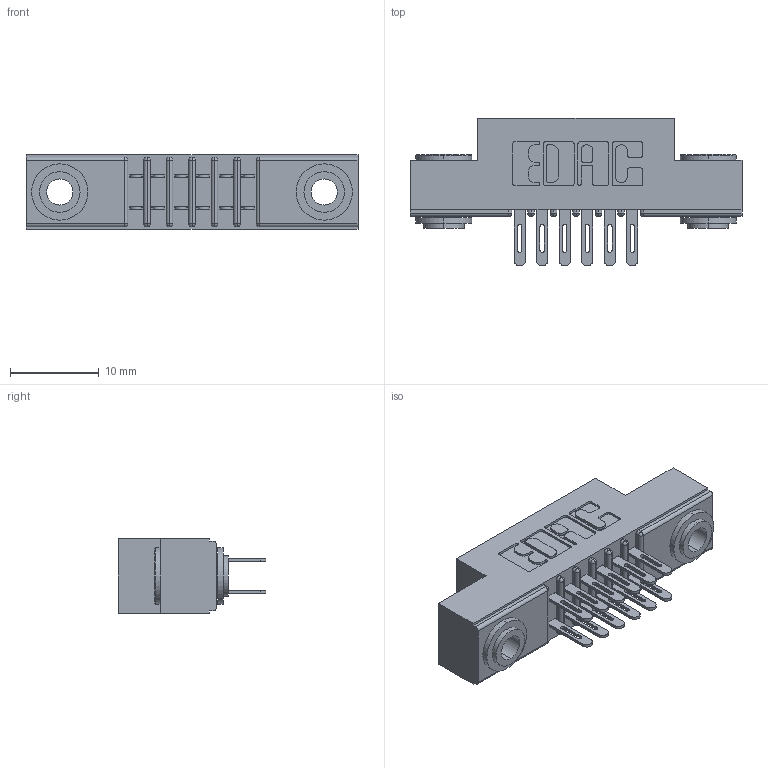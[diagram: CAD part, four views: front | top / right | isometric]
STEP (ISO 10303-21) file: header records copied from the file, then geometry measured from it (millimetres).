
FILE_DESCRIPTION (( 'STEP AP203' ), '1' );
FILE_NAME ('341-012-500-203.STEP', '2018-08-06T03:13:01', ( '' ), ( '' ), 'SwSTEP 2.0', 'SolidWorks 2016', '' );
FILE_SCHEMA (( 'CONFIG_CONTROL_DESIGN' ));
Length unit declared in the file: inch
Products named in the file (4): 341 Part_.156 (3.96) Dia Mounting Holes; 341-292-001_341-292-100; 345-250-002_345-250-002-102; 341-012-500-203
Assembly tree (15 placements, depth 2):
  341-012-500-203
    341 Part_.156 (3.96) Dia Mounting Holes
    341-292-001_341-292-100  x12
    345-250-002_345-250-002-102  x2
Bounding box: 37.47 x 16.69 x 8.38 mm (x, y, z)
Volume: 2193.4 mm3; surface area: 3922.4 mm2
Topology: 15 solids, 15 shells, 960 faces, 2726 edges, 1766 vertices
Faces by surface type: plane 548, cylinder 380, sphere 14, torus 10, cone 8
Entity records: 13130 total; most frequent: CARTESIAN_POINT 2163, DIRECTION 2144, ORIENTED_EDGE 2136, EDGE_CURVE 1068, LINE 810, VECTOR 810, VERTEX_POINT 686, AXIS2_PLACEMENT_3D 667
